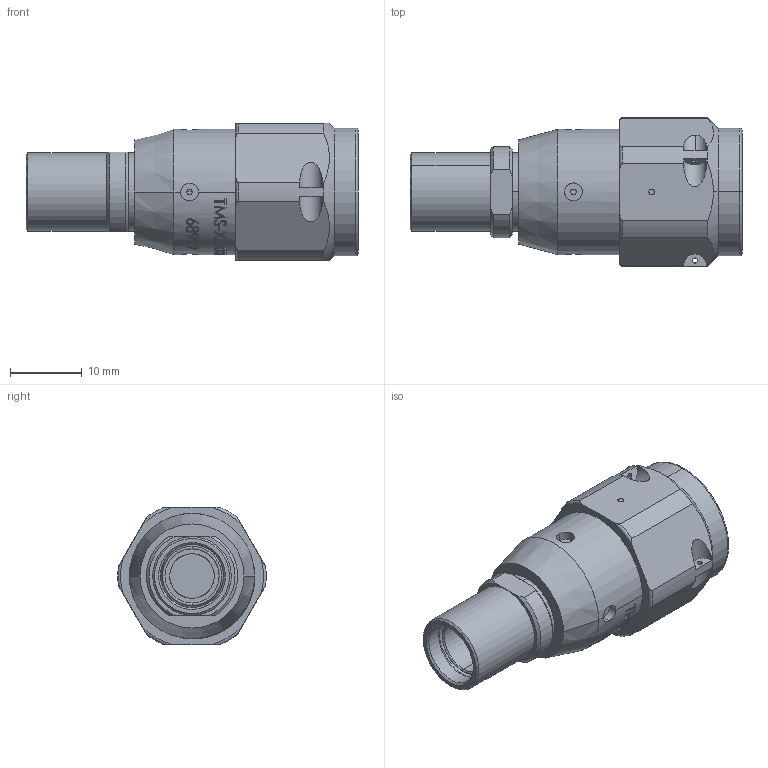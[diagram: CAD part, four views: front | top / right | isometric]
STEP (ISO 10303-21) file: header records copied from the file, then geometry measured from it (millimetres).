
FILE_DESCRIPTION (( 'STEP AP203' ), '1' );
FILE_NAME ('M-SP038.STEP', '2022-07-19T11:32:53', ( '' ), ( '' ), 'SwSTEP 2.0', 'SolidWorks 2018', '' );
FILE_SCHEMA (( 'CONFIG_CONTROL_DESIGN' ));
Length unit declared in the file: inch
Products named in the file (1): M-SP038
Bounding box: 46.14 x 20.61 x 19.05 mm (x, y, z)
Volume: 6233.3 mm3; surface area: 5463.3 mm2
Topology: 2 solids, 2 shells, 377 faces, 956 edges, 625 vertices
Faces by surface type: bspline 133, cylinder 120, plane 80, cone 30, torus 12, sphere 2
Entity records: 19150 total; most frequent: CARTESIAN_POINT 11201, ORIENTED_EDGE 1912, DIRECTION 1169, EDGE_CURVE 956, VERTEX_POINT 625, AXIS2_PLACEMENT_3D 494, B_SPLINE_CURVE_WITH_KNOTS 492, EDGE_LOOP 427
